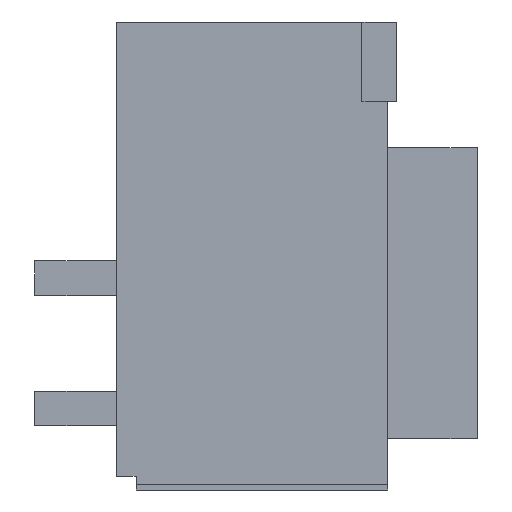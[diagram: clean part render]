
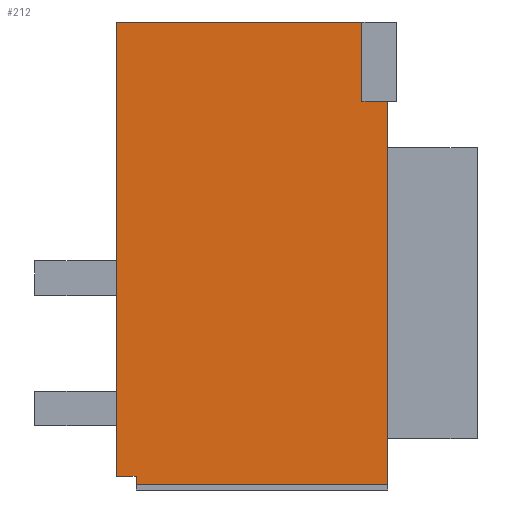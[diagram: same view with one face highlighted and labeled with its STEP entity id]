
A CAD part, left-side view. The second image highlights one B-rep face of the part: STEP entity #212.
In plain terms, the highlighted planar face has unit normal (-1, 0, 0).
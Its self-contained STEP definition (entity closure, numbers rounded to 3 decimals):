
#144=FACE_OUTER_BOUND('',#849,.T.);
#212=ADVANCED_FACE('',(#144),#283,.F.);
#283=PLANE('',#1828);
#370=LINE('',#2530,#518);
#406=LINE('',#2613,#554);
#410=LINE('',#2621,#558);
#411=LINE('',#2622,#559);
#412=LINE('',#2624,#560);
#413=LINE('',#2626,#561);
#414=LINE('',#2628,#562);
#415=LINE('',#2630,#563);
#518=VECTOR('',#2091,1.);
#554=VECTOR('',#2149,1.);
#558=VECTOR('',#2157,1.);
#559=VECTOR('',#2158,1.);
#560=VECTOR('',#2159,1.);
#561=VECTOR('',#2160,1.);
#562=VECTOR('',#2161,1.);
#563=VECTOR('',#2162,1.);
#849=EDGE_LOOP('',(#1145,#1146,#1147,#1148,#1149,#1150,#1151,#1152));
#1145=ORIENTED_EDGE('',*,*,#1619,.T.);
#1146=ORIENTED_EDGE('',*,*,#1615,.F.);
#1147=ORIENTED_EDGE('',*,*,#1620,.T.);
#1148=ORIENTED_EDGE('',*,*,#1621,.F.);
#1149=ORIENTED_EDGE('',*,*,#1622,.T.);
#1150=ORIENTED_EDGE('',*,*,#1623,.F.);
#1151=ORIENTED_EDGE('',*,*,#1624,.F.);
#1152=ORIENTED_EDGE('',*,*,#1575,.F.);
#1403=VERTEX_POINT('',#2529);
#1404=VERTEX_POINT('',#2531);
#1438=VERTEX_POINT('',#2610);
#1439=VERTEX_POINT('',#2612);
#1442=VERTEX_POINT('',#2623);
#1443=VERTEX_POINT('',#2625);
#1444=VERTEX_POINT('',#2627);
#1445=VERTEX_POINT('',#2629);
#1575=EDGE_CURVE('',#1403,#1404,#370,.T.);
#1615=EDGE_CURVE('',#1439,#1438,#406,.T.);
#1619=EDGE_CURVE('',#1403,#1438,#410,.T.);
#1620=EDGE_CURVE('',#1439,#1442,#411,.T.);
#1621=EDGE_CURVE('',#1443,#1442,#412,.T.);
#1622=EDGE_CURVE('',#1443,#1444,#413,.T.);
#1623=EDGE_CURVE('',#1445,#1444,#414,.T.);
#1624=EDGE_CURVE('',#1404,#1445,#415,.T.);
#1828=AXIS2_PLACEMENT_3D('',#2631,#2163,#2164);
#2091=DIRECTION('',(0.,0.,-1.));
#2149=DIRECTION('',(0.,0.,1.));
#2157=DIRECTION('',(0.,1.,0.));
#2158=DIRECTION('',(0.,-1.,0.));
#2159=DIRECTION('',(0.,0.,1.));
#2160=DIRECTION('',(0.,-1.,0.));
#2161=DIRECTION('',(0.,0.,-1.));
#2162=DIRECTION('',(0.,-1.,0.));
#2163=DIRECTION('',(1.,0.,0.));
#2164=DIRECTION('',(0.,0.,-1.));
#2529=CARTESIAN_POINT('',(-4.,99.,402.));
#2530=CARTESIAN_POINT('',(-4.,99.,402.));
#2531=CARTESIAN_POINT('',(-4.,99.,334.));
#2610=CARTESIAN_POINT('',(-4.,310.,402.));
#2612=CARTESIAN_POINT('',(-4.,310.,12.));
#2613=CARTESIAN_POINT('',(-4.,310.,5.));
#2621=CARTESIAN_POINT('',(-4.,0.,402.));
#2622=CARTESIAN_POINT('',(-4.,0.,12.));
#2623=CARTESIAN_POINT('',(-4.,293.,12.));
#2624=CARTESIAN_POINT('',(-4.,293.,600.));
#2625=CARTESIAN_POINT('',(-4.,293.,5.));
#2626=CARTESIAN_POINT('',(-4.,0.,5.));
#2627=CARTESIAN_POINT('',(-4.,77.,5.));
#2628=CARTESIAN_POINT('',(-4.,77.,334.));
#2629=CARTESIAN_POINT('',(-4.,77.,334.));
#2630=CARTESIAN_POINT('',(-4.,99.,334.));
#2631=CARTESIAN_POINT('',(-4.,0.,5.));
